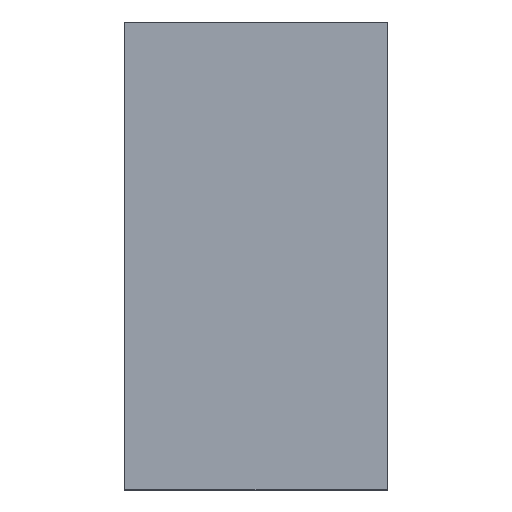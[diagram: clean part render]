
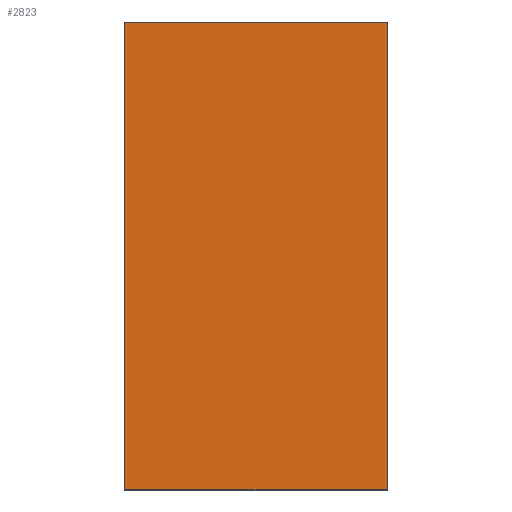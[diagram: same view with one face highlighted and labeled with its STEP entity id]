
A CAD part, top view. The second image highlights one B-rep face of the part: STEP entity #2823.
In plain terms, the highlighted planar face has unit normal (0, 0, 1).
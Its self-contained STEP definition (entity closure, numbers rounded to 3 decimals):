
#120 = ORIENTED_EDGE ( 'NONE', *, *, #768, .F. ) ;
#350 = DIRECTION ( 'NONE',  ( 0., -1., 0. ) ) ;
#563 = VERTEX_POINT ( 'NONE', #927 ) ;
#668 = DIRECTION ( 'NONE',  ( -1., 0., 0. ) ) ;
#717 = CARTESIAN_POINT ( 'NONE',  ( 0., 0., 0. ) ) ;
#768 = EDGE_CURVE ( 'NONE', #3046, #1110, #2834, .T. ) ;
#800 = EDGE_CURVE ( 'NONE', #3046, #563, #1592, .T. ) ;
#835 = CARTESIAN_POINT ( 'NONE',  ( 130., 232., 0. ) ) ;
#927 = CARTESIAN_POINT ( 'NONE',  ( 0., 0., 0. ) ) ;
#946 = ORIENTED_EDGE ( 'NONE', *, *, #800, .T. ) ;
#948 = AXIS2_PLACEMENT_3D ( 'NONE', #2948, #1680, #668 ) ;
#1073 = CARTESIAN_POINT ( 'NONE',  ( 130., 232., 0. ) ) ;
#1110 = VERTEX_POINT ( 'NONE', #1073 ) ;
#1299 = EDGE_CURVE ( 'NONE', #1110, #2106, #2785, .T. ) ;
#1342 = CARTESIAN_POINT ( 'NONE',  ( 0., 232., 0. ) ) ;
#1496 = CARTESIAN_POINT ( 'NONE',  ( 130., 0., 0. ) ) ;
#1592 = LINE ( 'NONE', #1342, #3167 ) ;
#1680 = DIRECTION ( 'NONE',  ( 0., 0., -1. ) ) ;
#1712 = DIRECTION ( 'NONE',  ( 1., 0., 0. ) ) ;
#1756 = EDGE_LOOP ( 'NONE', ( #3015, #2804, #120, #946 ) ) ;
#1781 = DIRECTION ( 'NONE',  ( 1., 0., 0. ) ) ;
#1837 = VECTOR ( 'NONE', #1712, 1000. ) ;
#1990 = LINE ( 'NONE', #717, #1837 ) ;
#2049 = DIRECTION ( 'NONE',  ( 0., -1., 0. ) ) ;
#2106 = VERTEX_POINT ( 'NONE', #1496 ) ;
#2218 = VECTOR ( 'NONE', #2049, 1000. ) ;
#2295 = CARTESIAN_POINT ( 'NONE',  ( 0., 232., 0. ) ) ;
#2413 = FACE_OUTER_BOUND ( 'NONE', #1756, .T. ) ;
#2526 = CARTESIAN_POINT ( 'NONE',  ( 0., 232., 0. ) ) ;
#2746 = VECTOR ( 'NONE', #1781, 1000. ) ;
#2785 = LINE ( 'NONE', #835, #2218 ) ;
#2804 = ORIENTED_EDGE ( 'NONE', *, *, #1299, .F. ) ;
#2823 = ADVANCED_FACE ( 'NONE', ( #2413 ), #3155, .F. ) ;
#2834 = LINE ( 'NONE', #2526, #2746 ) ;
#2871 = EDGE_CURVE ( 'NONE', #563, #2106, #1990, .T. ) ;
#2948 = CARTESIAN_POINT ( 'NONE',  ( 0., 232., 0. ) ) ;
#3015 = ORIENTED_EDGE ( 'NONE', *, *, #2871, .T. ) ;
#3046 = VERTEX_POINT ( 'NONE', #2295 ) ;
#3155 = PLANE ( 'NONE',  #948 ) ;
#3167 = VECTOR ( 'NONE', #350, 1000. ) ;
